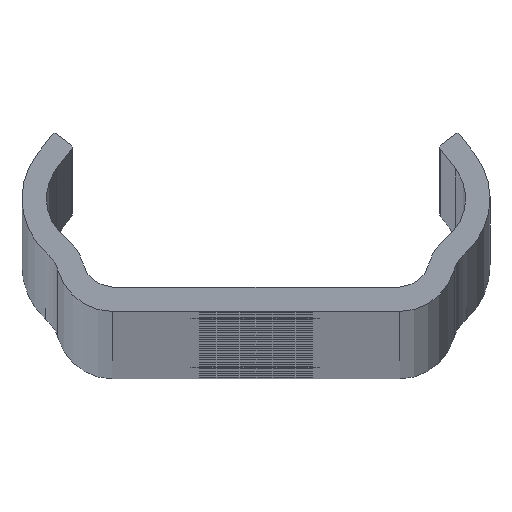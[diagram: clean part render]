
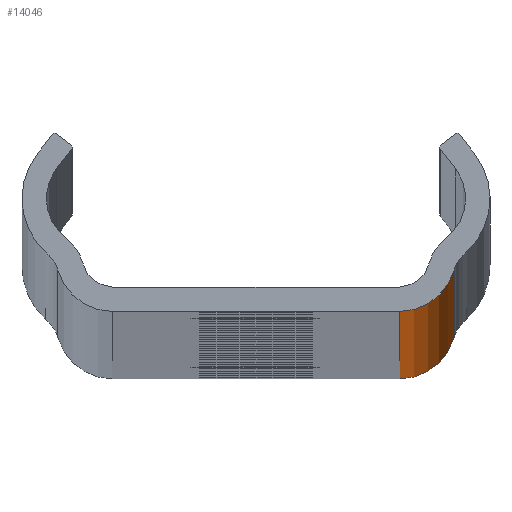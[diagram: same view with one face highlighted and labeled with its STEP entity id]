
A CAD part, top view. The second image highlights one B-rep face of the part: STEP entity #14046.
In plain terms, the highlighted cylindrical face has radius 3.5 mm (diameter 7 mm), a partial arc.
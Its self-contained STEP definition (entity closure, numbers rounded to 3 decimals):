
#511=CYLINDRICAL_SURFACE('',#15524,3.5);
#1191=CIRCLE('',#15525,3.5);
#1192=CIRCLE('',#15526,3.5);
#2846=FACE_OUTER_BOUND('',#3692,.T.);
#3692=EDGE_LOOP('',(#12663,#12664,#12665,#12666));
#4534=LINE('',#29175,#5370);
#4537=LINE('',#29183,#5373);
#5370=VECTOR('',#19262,2394.);
#5373=VECTOR('',#19269,2394.);
#6690=VERTEX_POINT('',#29172);
#6691=VERTEX_POINT('',#29174);
#6693=VERTEX_POINT('',#29180);
#6694=VERTEX_POINT('',#29182);
#8790=EDGE_CURVE('',#6691,#6690,#4534,.T.);
#8793=EDGE_CURVE('',#6690,#6693,#1191,.T.);
#8794=EDGE_CURVE('',#6694,#6693,#4537,.T.);
#8795=EDGE_CURVE('',#6694,#6691,#1192,.T.);
#12663=ORIENTED_EDGE('',*,*,#8793,.T.);
#12664=ORIENTED_EDGE('',*,*,#8794,.F.);
#12665=ORIENTED_EDGE('',*,*,#8795,.T.);
#12666=ORIENTED_EDGE('',*,*,#8790,.T.);
#14046=ADVANCED_FACE('',(#2846),#511,.T.);
#15524=AXIS2_PLACEMENT_3D('',#29179,#19265,#19266);
#15525=AXIS2_PLACEMENT_3D('',#29181,#19267,#19268);
#15526=AXIS2_PLACEMENT_3D('',#29184,#19270,#19271);
#19262=DIRECTION('',(0.,0.,-1.));
#19265=DIRECTION('center_axis',(0.,0.,-1.));
#19266=DIRECTION('ref_axis',(0.,1.,0.));
#19267=DIRECTION('center_axis',(0.,0.,1.));
#19268=DIRECTION('ref_axis',(0.,1.,0.));
#19269=DIRECTION('',(0.,0.,-1.));
#19270=DIRECTION('center_axis',(0.,0.,-1.));
#19271=DIRECTION('ref_axis',(0.,1.,0.));
#29172=CARTESIAN_POINT('',(8.896,0.,-2394.));
#29174=CARTESIAN_POINT('',(8.896,0.,0.));
#29175=CARTESIAN_POINT('',(8.896,0.,0.));
#29179=CARTESIAN_POINT('Origin',(8.896,3.5,0.));
#29180=CARTESIAN_POINT('',(12.269,2.567,-2394.));
#29181=CARTESIAN_POINT('Origin',(8.896,3.5,-2394.));
#29182=CARTESIAN_POINT('',(12.269,2.567,0.));
#29183=CARTESIAN_POINT('',(12.269,2.567,0.));
#29184=CARTESIAN_POINT('Origin',(8.896,3.5,0.));
